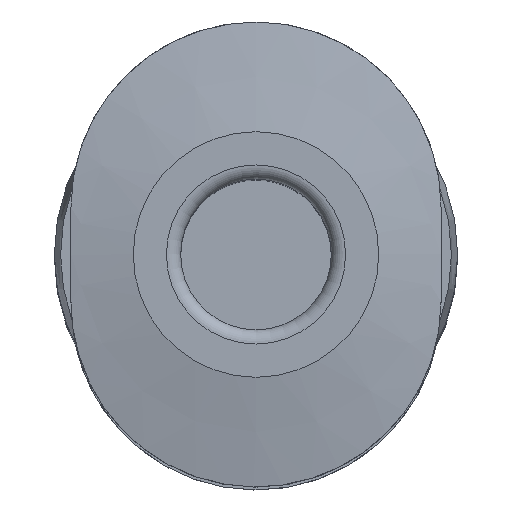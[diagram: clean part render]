
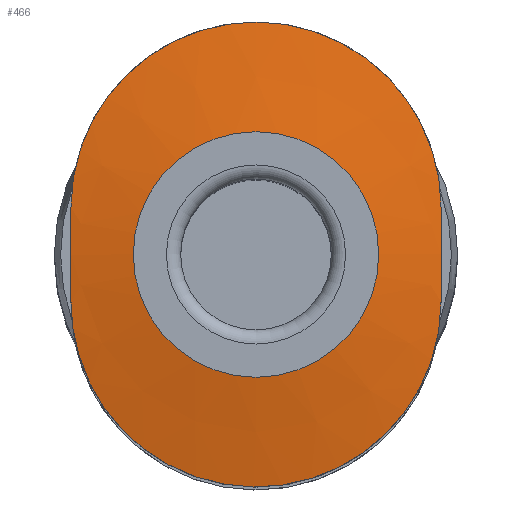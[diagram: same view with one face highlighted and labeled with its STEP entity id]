
A CAD part, top view. The second image highlights one B-rep face of the part: STEP entity #466.
In plain terms, the highlighted conical face has half-angle 80.186 degrees and reference radius 2.587 mm.
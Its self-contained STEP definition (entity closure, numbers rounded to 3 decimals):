
#22=B_SPLINE_CURVE_WITH_KNOTS('',3,(#777,#778,#779,#780),.UNSPECIFIED.,
 .F.,.F.,(4,4),(0.002,0.004),.UNSPECIFIED.);
#23=B_SPLINE_CURVE_WITH_KNOTS('',3,(#786,#787,#788,#789,#790,#791,#792),
 .UNSPECIFIED.,.F.,.F.,(4,1,1,1,4),(0.,0.003,
0.006,0.009,0.012),
 .UNSPECIFIED.);
#24=B_SPLINE_CURVE_WITH_KNOTS('',3,(#796,#797,#798,#799),.UNSPECIFIED.,
 .F.,.F.,(4,4),(0.002,0.004),.UNSPECIFIED.);
#25=B_SPLINE_CURVE_WITH_KNOTS('',3,(#803,#804,#805,#806,#807,#808,#809),
 .UNSPECIFIED.,.F.,.F.,(4,1,1,1,4),(0.,0.003,
0.006,0.009,0.012),
 .UNSPECIFIED.);
#36=CONICAL_SURFACE('',#542,2.588,1.4);
#142=ORIENTED_EDGE('',*,*,#206,.F.);
#143=ORIENTED_EDGE('',*,*,#204,.F.);
#144=ORIENTED_EDGE('',*,*,#201,.F.);
#145=ORIENTED_EDGE('',*,*,#208,.F.);
#146=ORIENTED_EDGE('',*,*,#212,.T.);
#201=EDGE_CURVE('',#251,#252,#22,.T.);
#204=EDGE_CURVE('',#252,#253,#23,.T.);
#206=EDGE_CURVE('',#253,#254,#24,.T.);
#208=EDGE_CURVE('',#254,#251,#25,.T.);
#212=EDGE_CURVE('',#258,#258,#292,.T.);
#251=VERTEX_POINT('',#781);
#252=VERTEX_POINT('',#782);
#253=VERTEX_POINT('',#793);
#254=VERTEX_POINT('',#800);
#258=VERTEX_POINT('',#821);
#292=CIRCLE('',#541,2.588);
#346=EDGE_LOOP('',(#142,#143,#144,#145));
#347=EDGE_LOOP('',(#146));
#410=FACE_BOUND('',#346,.T.);
#411=FACE_BOUND('',#347,.T.);
#466=ADVANCED_FACE('',(#410,#411),#36,.T.);
#541=AXIS2_PLACEMENT_3D('',#820,#670,#671);
#542=AXIS2_PLACEMENT_3D('',#822,#672,#673);
#670=DIRECTION('',(0.,0.,-1.));
#671=DIRECTION('',(0.,1.,0.));
#672=DIRECTION('',(0.,0.,-1.));
#673=DIRECTION('',(0.,1.,0.));
#777=CARTESIAN_POINT('',(-3.9,-1.,18.151));
#778=CARTESIAN_POINT('',(-3.9,-0.334,18.18));
#779=CARTESIAN_POINT('',(-3.9,0.333,18.18));
#780=CARTESIAN_POINT('',(-3.9,1.,18.151));
#781=CARTESIAN_POINT('',(-3.9,-1.,18.151));
#782=CARTESIAN_POINT('',(-3.9,1.,18.151));
#786=CARTESIAN_POINT('',(-3.9,1.,18.151));
#787=CARTESIAN_POINT('',(-3.9,2.03,18.107));
#788=CARTESIAN_POINT('',(-3.056,4.05,18.029));
#789=CARTESIAN_POINT('',(-0.004,5.324,17.985));
#790=CARTESIAN_POINT('',(3.055,4.053,18.029));
#791=CARTESIAN_POINT('',(3.9,2.03,18.107));
#792=CARTESIAN_POINT('',(3.9,1.,18.151));
#793=CARTESIAN_POINT('',(3.9,1.,18.151));
#796=CARTESIAN_POINT('',(3.9,1.,18.151));
#797=CARTESIAN_POINT('',(3.9,0.334,18.18));
#798=CARTESIAN_POINT('',(3.9,-0.333,18.18));
#799=CARTESIAN_POINT('',(3.9,-1.,18.151));
#800=CARTESIAN_POINT('',(3.9,-1.,18.151));
#803=CARTESIAN_POINT('',(3.9,-1.,18.151));
#804=CARTESIAN_POINT('',(3.9,-2.03,18.107));
#805=CARTESIAN_POINT('',(3.056,-4.05,18.029));
#806=CARTESIAN_POINT('',(0.004,-5.324,17.985));
#807=CARTESIAN_POINT('',(-3.055,-4.053,18.029));
#808=CARTESIAN_POINT('',(-3.9,-2.03,18.107));
#809=CARTESIAN_POINT('',(-3.9,-1.,18.151));
#820=CARTESIAN_POINT('',(0.,0.,18.4));
#821=CARTESIAN_POINT('',(0.,2.588,18.4));
#822=CARTESIAN_POINT('',(0.,0.,18.4));
